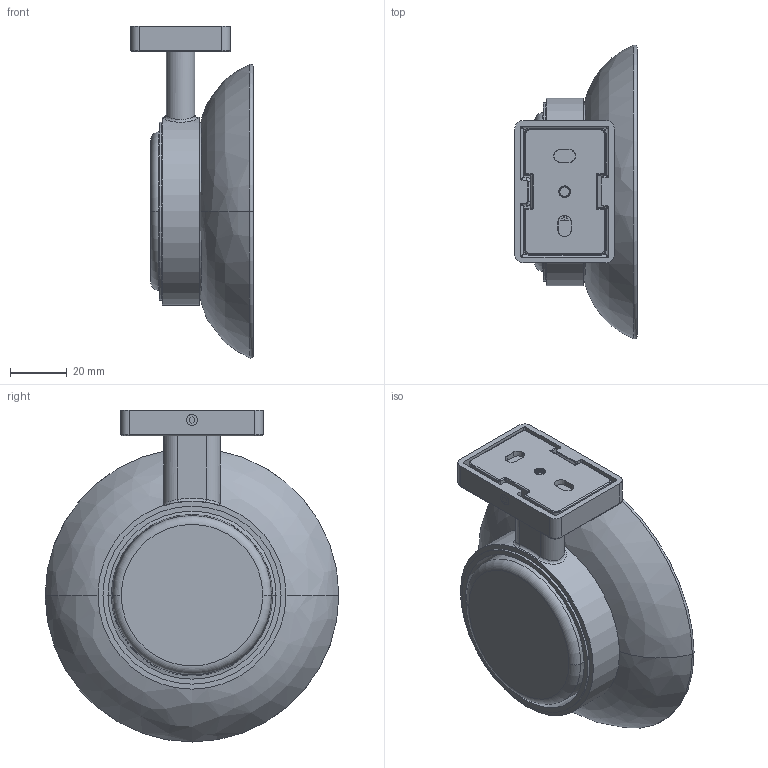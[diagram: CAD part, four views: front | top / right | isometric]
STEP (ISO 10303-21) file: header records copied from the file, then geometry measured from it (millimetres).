
FILE_DESCRIPTION((''),'2;1');
FILE_NAME('NV022-15_ASM_ASM','2021-05-02T',('Administrator'),(''),'PRO/ENGINEER BY PARAMETRIC TECHNOLOGY CORPORATION, 2009440','PRO/ENGINEER BY PARAMETRIC TECHNOLOGY CORPORATION, 2009440','');
FILE_SCHEMA(('CONFIG_CONTROL_DESIGN'));
Length unit declared in the file: millimetre
Products named in the file (13): PRT0015; PRT0016; PRT0018; NV022-15B-03_1_ASM_ASM; PRT0024; PRT0025; NV022-00-01_1_ASM_ASM; PRT0026; PRT0027; PRT0028; NV022-14_ASM_9_ASM_ASM; NV022-14_ASM_ASM_ASM; NV022-15_ASM_ASM
Assembly tree (13 placements, depth 5):
  NV022-15_ASM_ASM
    NV022-14_ASM_ASM_ASM
      NV022-14_ASM_9_ASM_ASM
        PRT0015
        PRT0016
        PRT0018
        NV022-15B-03_1_ASM_ASM
        NV022-00-01_1_ASM_ASM
          PRT0024
          PRT0025
        PRT0026  x2
        PRT0027
        PRT0028
Bounding box: 43 x 103.13 x 116.55 mm (x, y, z)
Volume: 98609.2 mm3; surface area: 48698.6 mm2
Topology: 9 solids, 9 shells, 510 faces, 1375 edges, 888 vertices
Faces by surface type: plane 164, cylinder 147, bspline 73, extrusion 57, cone 43, torus 22, sphere 4
Entity records: 21732 total; most frequent: CARTESIAN_POINT 10618, ORIENTED_EDGE 2470, DIRECTION 1929, EDGE_CURVE 1235, VERTEX_POINT 800, AXIS2_PLACEMENT_3D 669, VECTOR 591, LINE 534
